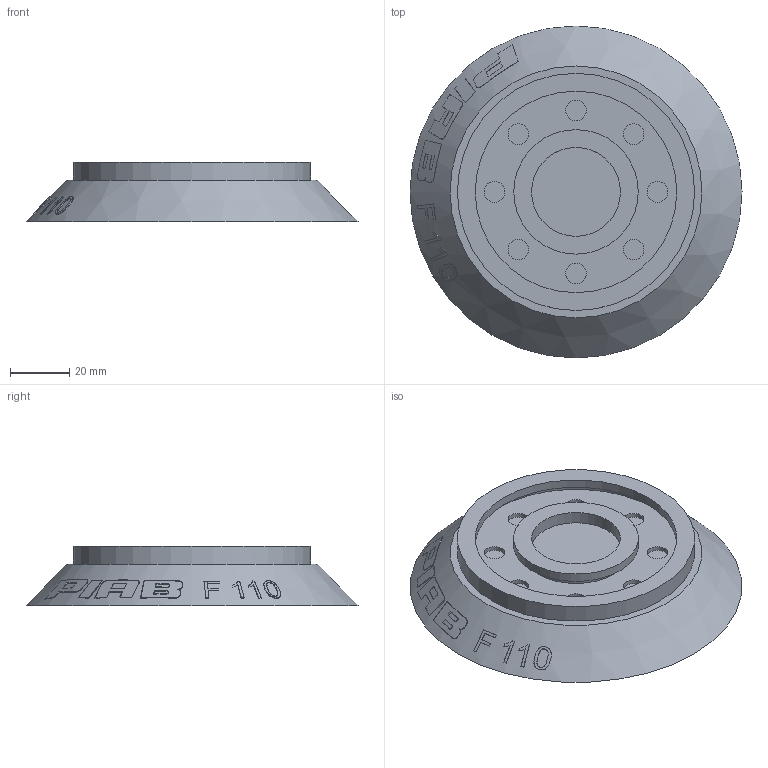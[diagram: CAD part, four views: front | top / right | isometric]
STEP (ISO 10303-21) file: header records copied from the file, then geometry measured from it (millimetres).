
FILE_DESCRIPTION( ( 'Unknown' ), '1' );
FILE_NAME( 'ISM-3150132.stp', 'Unknown', ( 'Unknown' ), ( 'Unknown' ), 'PSStep 17.0.49', 'Unknown', ' ' );
FILE_SCHEMA( ( 'AUTOMOTIVE_DESIGN { 1 0 10303 214 1 1 1 1 }' ) );
Length unit declared in the file: millimetre
Products named in the file (1): 1
Bounding box: 112 x 112 x 20 mm (x, y, z)
Volume: 117518.8 mm3; surface area: 27934.3 mm2
Topology: 1 solids, 1 shells, 136 faces, 321 edges, 214 vertices
Faces by surface type: bspline 92, plane 16, cone 14, cylinder 14
Full cylindrical faces by diameter (mm): 7 x8, 30 x1, 36 x1, 42 x1, 68 x1, 74 x1, 80 x1
Entity records: 5080 total; most frequent: CARTESIAN_POINT 2770, ORIENTED_EDGE 612, EDGE_CURVE 306, B_SPLINE_CURVE_WITH_KNOTS 276, VERTEX_POINT 214, EDGE_LOOP 178, DIRECTION 150, FACE_OUTER_BOUND 150
